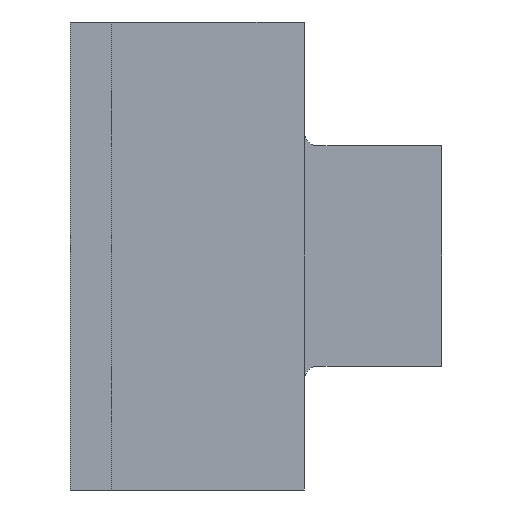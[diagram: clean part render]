
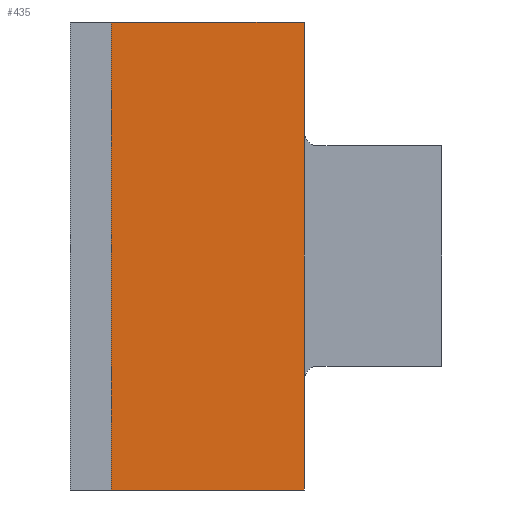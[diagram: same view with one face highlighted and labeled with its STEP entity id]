
A CAD part, left-side view. The second image highlights one B-rep face of the part: STEP entity #435.
In plain terms, the highlighted planar face has unit normal (-1, 0, 0).
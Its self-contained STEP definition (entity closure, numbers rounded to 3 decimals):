
#31=PLANE('',#475);
#51=FACE_OUTER_BOUND('',#73,.T.);
#73=EDGE_LOOP('',(#373,#374,#375,#376));
#118=LINE('',#678,#170);
#124=LINE('',#690,#176);
#128=LINE('',#698,#180);
#129=LINE('',#699,#181);
#170=VECTOR('',#554,10.);
#176=VECTOR('',#564,10.);
#180=VECTOR('',#570,10.);
#181=VECTOR('',#571,10.);
#222=VERTEX_POINT('',#675);
#223=VERTEX_POINT('',#677);
#227=VERTEX_POINT('',#689);
#230=VERTEX_POINT('',#697);
#274=EDGE_CURVE('',#222,#223,#118,.T.);
#280=EDGE_CURVE('',#227,#223,#124,.T.);
#284=EDGE_CURVE('',#230,#222,#128,.T.);
#285=EDGE_CURVE('',#227,#230,#129,.T.);
#373=ORIENTED_EDGE('',*,*,#284,.F.);
#374=ORIENTED_EDGE('',*,*,#285,.F.);
#375=ORIENTED_EDGE('',*,*,#280,.T.);
#376=ORIENTED_EDGE('',*,*,#274,.F.);
#435=ADVANCED_FACE('',(#51),#31,.T.);
#475=AXIS2_PLACEMENT_3D('',#696,#568,#569);
#554=DIRECTION('',(0.,0.,-1.));
#564=DIRECTION('',(0.,-1.,0.));
#568=DIRECTION('center_axis',(-1.,0.,0.));
#569=DIRECTION('ref_axis',(0.,0.,-1.));
#570=DIRECTION('',(0.,-1.,0.));
#571=DIRECTION('',(0.,0.,1.));
#675=CARTESIAN_POINT('',(11.,-14.,2.));
#677=CARTESIAN_POINT('',(11.,-14.,-32.));
#678=CARTESIAN_POINT('',(11.,-14.,-7.5));
#689=CARTESIAN_POINT('',(11.,0.,-32.));
#690=CARTESIAN_POINT('',(11.,-5.,-32.));
#696=CARTESIAN_POINT('Origin',(11.,0.,0.));
#697=CARTESIAN_POINT('',(11.,0.,2.));
#698=CARTESIAN_POINT('',(11.,-9.,2.));
#699=CARTESIAN_POINT('',(11.,0.,-7.5));
